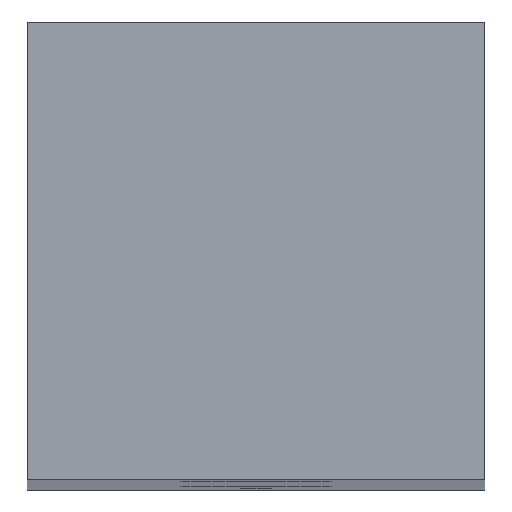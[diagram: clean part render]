
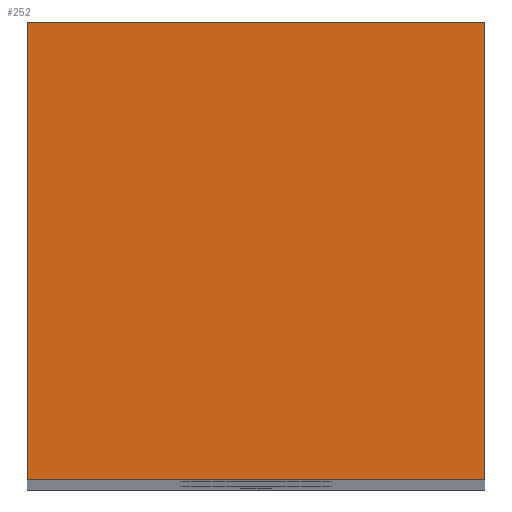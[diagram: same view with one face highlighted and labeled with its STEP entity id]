
A CAD part, top view. The second image highlights one B-rep face of the part: STEP entity #252.
In plain terms, the highlighted planar face has unit normal (0, 0, 1).
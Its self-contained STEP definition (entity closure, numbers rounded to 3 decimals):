
#18=LINE('',#404,#30);
#21=LINE('',#409,#33);
#23=LINE('',#413,#35);
#25=LINE('',#416,#37);
#30=VECTOR('',#340,10.);
#33=VECTOR('',#345,10.);
#35=VECTOR('',#349,10.);
#37=VECTOR('',#353,10.);
#43=PLANE('',#287);
#84=FACE_OUTER_BOUND('',#118,.T.);
#118=EDGE_LOOP('',(#229,#230,#231,#232));
#151=VERTEX_POINT('',#402);
#152=VERTEX_POINT('',#403);
#153=VERTEX_POINT('',#408);
#154=VERTEX_POINT('',#412);
#173=EDGE_CURVE('',#151,#152,#18,.T.);
#176=EDGE_CURVE('',#152,#153,#21,.T.);
#178=EDGE_CURVE('',#153,#154,#23,.T.);
#180=EDGE_CURVE('',#154,#151,#25,.T.);
#229=ORIENTED_EDGE('',*,*,#173,.F.);
#230=ORIENTED_EDGE('',*,*,#180,.F.);
#231=ORIENTED_EDGE('',*,*,#178,.F.);
#232=ORIENTED_EDGE('',*,*,#176,.F.);
#252=ADVANCED_FACE('',(#84),#43,.T.);
#287=AXIS2_PLACEMENT_3D('',#417,#354,#355);
#340=DIRECTION('',(0.,1.,0.));
#345=DIRECTION('',(1.,0.,0.));
#349=DIRECTION('',(0.,-1.,0.));
#353=DIRECTION('',(-1.,0.,0.));
#354=DIRECTION('center_axis',(0.,0.,1.));
#355=DIRECTION('ref_axis',(1.,0.,0.));
#402=CARTESIAN_POINT('',(-7.5,-7.5,94.5));
#403=CARTESIAN_POINT('',(-7.5,7.5,94.5));
#404=CARTESIAN_POINT('',(-7.5,-7.5,94.5));
#408=CARTESIAN_POINT('',(7.5,7.5,94.5));
#409=CARTESIAN_POINT('',(-7.5,7.5,94.5));
#412=CARTESIAN_POINT('',(7.5,-7.5,94.5));
#413=CARTESIAN_POINT('',(7.5,7.5,94.5));
#416=CARTESIAN_POINT('',(7.5,-7.5,94.5));
#417=CARTESIAN_POINT('Origin',(0.,0.,
94.5));
